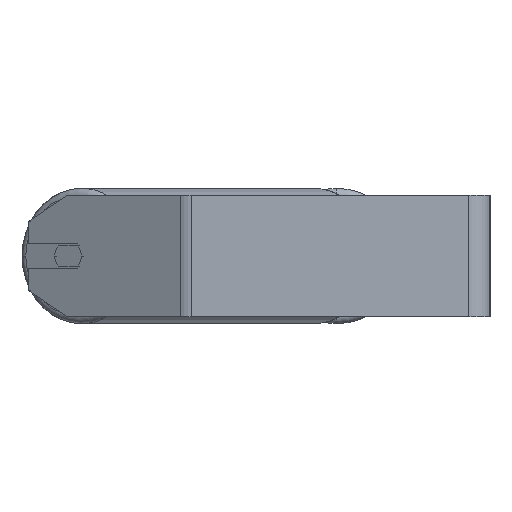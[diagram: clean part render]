
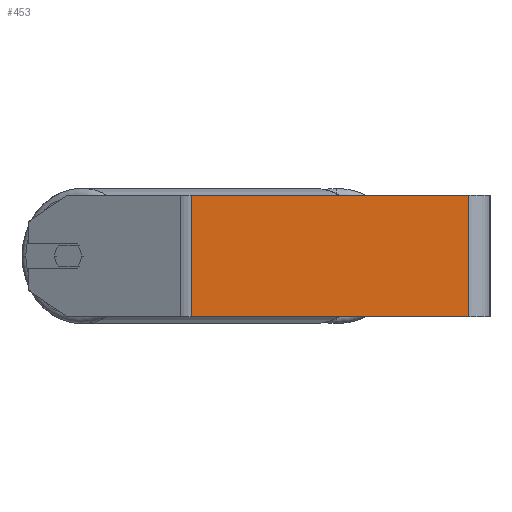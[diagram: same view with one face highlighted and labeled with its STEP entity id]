
A CAD part, left-side view. The second image highlights one B-rep face of the part: STEP entity #453.
In plain terms, the highlighted planar face has unit normal (-1, 0, 0).
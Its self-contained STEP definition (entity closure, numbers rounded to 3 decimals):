
#316 = VECTOR ( 'NONE', #2765, 1000. ) ;
#342 = DIRECTION ( 'NONE',  ( 0., -1., 0. ) ) ;
#453 = ADVANCED_FACE ( 'NONE', ( #6260 ), #3737, .F. ) ;
#524 = LINE ( 'NONE', #7813, #6612 ) ;
#718 = LINE ( 'NONE', #1472, #316 ) ;
#1234 = DIRECTION ( 'NONE',  ( 0., 0., -1. ) ) ;
#1472 = CARTESIAN_POINT ( 'NONE',  ( -525., 196.165, 40. ) ) ;
#1528 = CARTESIAN_POINT ( 'NONE',  ( -525., 199.916, 40. ) ) ;
#1764 = CARTESIAN_POINT ( 'NONE',  ( -525., 196.165, -40. ) ) ;
#1812 = ORIENTED_EDGE ( 'NONE', *, *, #4818, .T. ) ;
#2060 = ORIENTED_EDGE ( 'NONE', *, *, #8175, .F. ) ;
#2635 = VERTEX_POINT ( 'NONE', #1764 ) ;
#2765 = DIRECTION ( 'NONE',  ( 0., 0., -1. ) ) ;
#2779 = EDGE_CURVE ( 'NONE', #6091, #5368, #4603, .T. ) ;
#3433 = AXIS2_PLACEMENT_3D ( 'NONE', #1528, #6957, #3559 ) ;
#3559 = DIRECTION ( 'NONE',  ( 0., 0., -1. ) ) ;
#3737 = PLANE ( 'NONE',  #3433 ) ;
#3962 = ORIENTED_EDGE ( 'NONE', *, *, #2779, .F. ) ;
#4170 = VECTOR ( 'NONE', #5664, 1000. ) ;
#4304 = CARTESIAN_POINT ( 'NONE',  ( -525., 14., 40. ) ) ;
#4351 = EDGE_LOOP ( 'NONE', ( #7219, #3962, #2060, #1812 ) ) ;
#4558 = VERTEX_POINT ( 'NONE', #5201 ) ;
#4603 = LINE ( 'NONE', #8043, #5296 ) ;
#4818 = EDGE_CURVE ( 'NONE', #4558, #2635, #718, .T. ) ;
#4917 = LINE ( 'NONE', #6292, #4170 ) ;
#5201 = CARTESIAN_POINT ( 'NONE',  ( -525., 196.165, 40. ) ) ;
#5296 = VECTOR ( 'NONE', #1234, 1000. ) ;
#5368 = VERTEX_POINT ( 'NONE', #6861 ) ;
#5664 = DIRECTION ( 'NONE',  ( 0., -1., 0. ) ) ;
#6091 = VERTEX_POINT ( 'NONE', #4304 ) ;
#6260 = FACE_OUTER_BOUND ( 'NONE', #4351, .T. ) ;
#6292 = CARTESIAN_POINT ( 'NONE',  ( -525., 199.916, -40. ) ) ;
#6485 = EDGE_CURVE ( 'NONE', #2635, #5368, #4917, .T. ) ;
#6612 = VECTOR ( 'NONE', #342, 1000. ) ;
#6861 = CARTESIAN_POINT ( 'NONE',  ( -525., 14., -40. ) ) ;
#6957 = DIRECTION ( 'NONE',  ( 1., 0., 0. ) ) ;
#7219 = ORIENTED_EDGE ( 'NONE', *, *, #6485, .T. ) ;
#7813 = CARTESIAN_POINT ( 'NONE',  ( -525., 199.916, 40. ) ) ;
#8043 = CARTESIAN_POINT ( 'NONE',  ( -525., 14., 40. ) ) ;
#8175 = EDGE_CURVE ( 'NONE', #4558, #6091, #524, .T. ) ;
